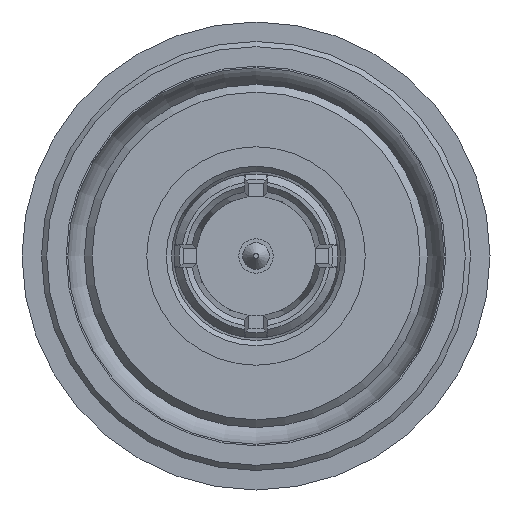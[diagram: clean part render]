
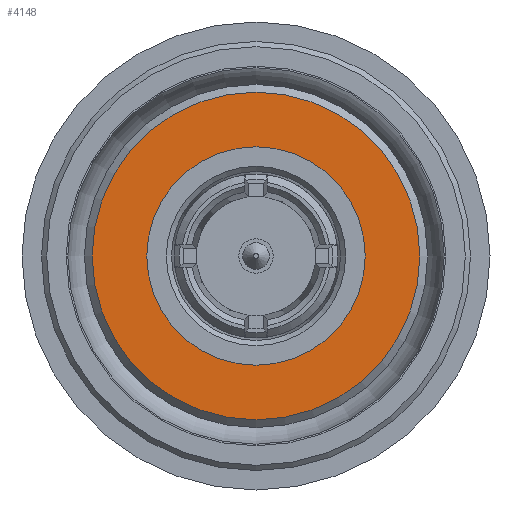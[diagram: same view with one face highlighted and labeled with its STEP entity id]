
A CAD part, left-side view. The second image highlights one B-rep face of the part: STEP entity #4148.
In plain terms, the highlighted planar face has unit normal (-1, 0, 0).
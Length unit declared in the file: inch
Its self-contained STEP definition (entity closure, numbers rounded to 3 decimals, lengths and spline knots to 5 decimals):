
#14 = VERTEX_POINT ( 'NONE', #962 ) ;
#80 = CIRCLE ( 'NONE', #3307, 0.12402 ) ;
#105 = DIRECTION ( 'NONE',  ( 0., 0., 1. ) ) ;
#157 = AXIS2_PLACEMENT_3D ( 'NONE', #1762, #2122, #105 ) ;
#175 = DIRECTION ( 'NONE',  ( 1., 0., 0. ) ) ;
#446 = FACE_OUTER_BOUND ( 'NONE', #1626, .T. ) ;
#491 = CARTESIAN_POINT ( 'NONE',  ( 0., 0., 0. ) ) ;
#924 = VERTEX_POINT ( 'NONE', #1496 ) ;
#962 = CARTESIAN_POINT ( 'NONE',  ( 0., 0., -0.08268 ) ) ;
#1331 = AXIS2_PLACEMENT_3D ( 'NONE', #2652, #1964, #3546 ) ;
#1496 = CARTESIAN_POINT ( 'NONE',  ( 0., 0., -0.12402 ) ) ;
#1626 = EDGE_LOOP ( 'NONE', ( #2199 ) ) ;
#1762 = CARTESIAN_POINT ( 'NONE',  ( 0., 0.12402, 0. ) ) ;
#1764 = EDGE_CURVE ( 'NONE', #924, #924, #80, .T. ) ;
#1964 = DIRECTION ( 'NONE',  ( 1., 0., 0. ) ) ;
#2122 = DIRECTION ( 'NONE',  ( -1., 0., 0. ) ) ;
#2199 = ORIENTED_EDGE ( 'NONE', *, *, #1764, .F. ) ;
#2652 = CARTESIAN_POINT ( 'NONE',  ( 0., 0., 0. ) ) ;
#2708 = FACE_BOUND ( 'NONE', #2784, .T. ) ;
#2784 = EDGE_LOOP ( 'NONE', ( #3110 ) ) ;
#3110 = ORIENTED_EDGE ( 'NONE', *, *, #3289, .T. ) ;
#3116 = PLANE ( 'NONE',  #157 ) ;
#3289 = EDGE_CURVE ( 'NONE', #14, #14, #3318, .T. ) ;
#3307 = AXIS2_PLACEMENT_3D ( 'NONE', #491, #175, #3781 ) ;
#3318 = CIRCLE ( 'NONE', #1331, 0.08268 ) ;
#3546 = DIRECTION ( 'NONE',  ( 0., 0., -1. ) ) ;
#3781 = DIRECTION ( 'NONE',  ( 0., 0., -1. ) ) ;
#4148 = ADVANCED_FACE ( 'NONE', ( #2708, #446 ), #3116, .T. ) ;
